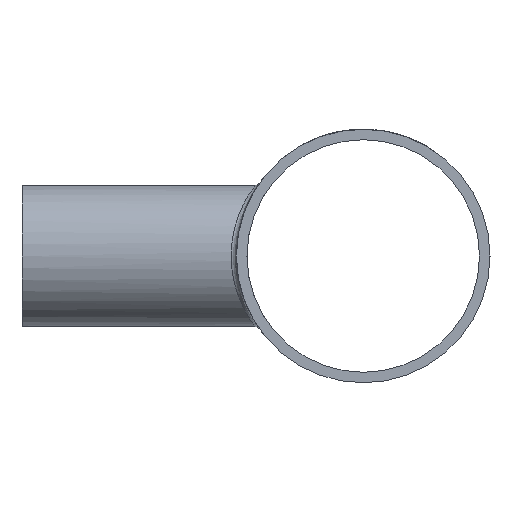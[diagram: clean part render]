
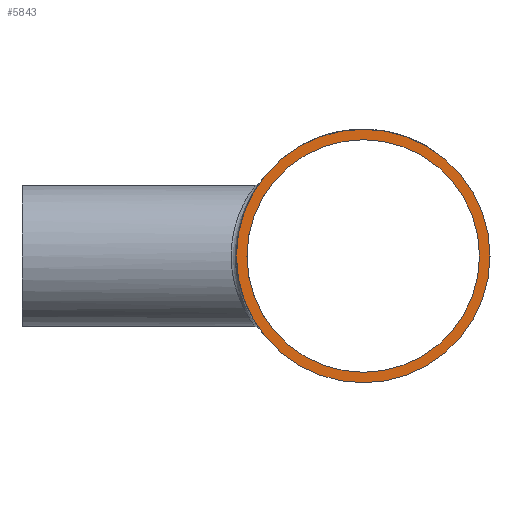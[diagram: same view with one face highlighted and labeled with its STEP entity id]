
A CAD part, left-side view. The second image highlights one B-rep face of the part: STEP entity #5843.
In plain terms, the highlighted planar face has unit normal (-1, 0, 0).
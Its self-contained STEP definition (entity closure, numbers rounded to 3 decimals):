
#382 = AXIS2_PLACEMENT_3D ( 'NONE', #12205, #4017, #10580 ) ;
#739 = CIRCLE ( 'NONE', #382, 24.15 ) ;
#2318 = EDGE_LOOP ( 'NONE', ( #12386 ) ) ;
#3958 = EDGE_CURVE ( 'NONE', #11783, #11783, #739, .T. ) ;
#4017 = DIRECTION ( 'NONE',  ( -1., 0., 0. ) ) ;
#5050 = ORIENTED_EDGE ( 'NONE', *, *, #5262, .F. ) ;
#5262 = EDGE_CURVE ( 'NONE', #16308, #16308, #9873, .T. ) ;
#5843 = ADVANCED_FACE ( 'NONE', ( #20281, #14042 ), #12332, .T. ) ;
#5872 = DIRECTION ( 'NONE',  ( 0., 0., 1. ) ) ;
#6507 = CARTESIAN_POINT ( 'NONE',  ( -65., 0., 24.15 ) ) ;
#7062 = DIRECTION ( 'NONE',  ( -1., 0., 0. ) ) ;
#9873 = CIRCLE ( 'NONE', #19165, 22.15 ) ;
#10580 = DIRECTION ( 'NONE',  ( 0., 0., 1. ) ) ;
#11783 = VERTEX_POINT ( 'NONE', #6507 ) ;
#12205 = CARTESIAN_POINT ( 'NONE',  ( -65., 0., 0. ) ) ;
#12332 = PLANE ( 'NONE',  #16087 ) ;
#12386 = ORIENTED_EDGE ( 'NONE', *, *, #3958, .T. ) ;
#13193 = CARTESIAN_POINT ( 'NONE',  ( -65., 0., 22.15 ) ) ;
#14042 = FACE_OUTER_BOUND ( 'NONE', #2318, .T. ) ;
#14720 = EDGE_LOOP ( 'NONE', ( #5050 ) ) ;
#15214 = CARTESIAN_POINT ( 'NONE',  ( -65., 0., 0. ) ) ;
#16087 = AXIS2_PLACEMENT_3D ( 'NONE', #15214, #17277, #20495 ) ;
#16308 = VERTEX_POINT ( 'NONE', #13193 ) ;
#17277 = DIRECTION ( 'NONE',  ( -1., 0., 0. ) ) ;
#19165 = AXIS2_PLACEMENT_3D ( 'NONE', #20640, #7062, #5872 ) ;
#20281 = FACE_BOUND ( 'NONE', #14720, .T. ) ;
#20495 = DIRECTION ( 'NONE',  ( 0., 0., 1. ) ) ;
#20640 = CARTESIAN_POINT ( 'NONE',  ( -65., 0., 0. ) ) ;
